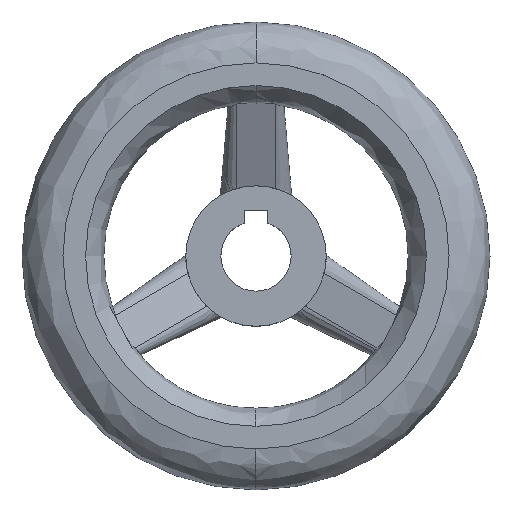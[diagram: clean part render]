
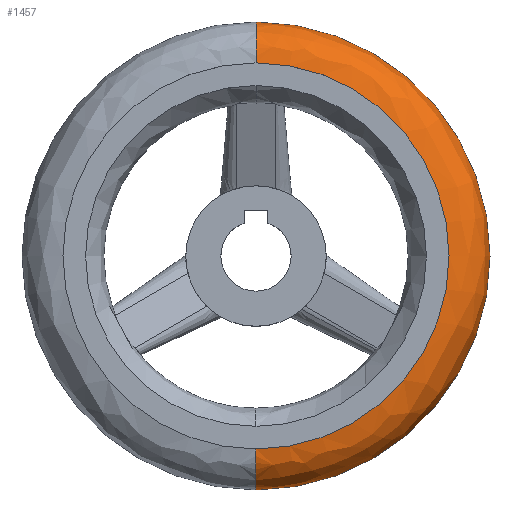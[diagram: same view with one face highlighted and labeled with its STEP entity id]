
A CAD part, top view. The second image highlights one B-rep face of the part: STEP entity #1457.
In plain terms, the highlighted free-form (B-spline) face has degree [3, 3] with [4, 4] control points.
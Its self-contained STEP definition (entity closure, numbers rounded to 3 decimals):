
#8 = DIRECTION ( 'NONE',  ( 0., 1., 0. ) ) ;
#10 = CARTESIAN_POINT ( 'NONE',  ( 0., 0., 29. ) ) ;
#66 = ORIENTED_EDGE ( 'NONE', *, *, #1299, .T. ) ;
#96 = VERTEX_POINT ( 'NONE', #248 ) ;
#108 = DIRECTION ( 'NONE',  ( 0., -1., 0. ) ) ;
#145 = CARTESIAN_POINT ( 'NONE',  ( 66., 33., 29. ) ) ;
#152 = CIRCLE ( 'NONE', #1613, 7. ) ;
#154 = ORIENTED_EDGE ( 'NONE', *, *, #312, .F. ) ;
#161 = CIRCLE ( 'NONE', #654, 40. ) ;
#163 = CARTESIAN_POINT ( 'NONE',  ( 80., -40., 22. ) ) ;
#164 = DIRECTION ( 'NONE',  ( 0., 0., 1. ) ) ;
#235 = CARTESIAN_POINT ( 'NONE',  ( 0., -40., 22. ) ) ;
#248 = CARTESIAN_POINT ( 'NONE',  ( 0., 40., 22. ) ) ;
#276 = CARTESIAN_POINT ( 'NONE',  ( 0., -40., 22. ) ) ;
#283 = FACE_OUTER_BOUND ( 'NONE', #1566, .T. ) ;
#307 = EDGE_CURVE ( 'NONE', #715, #1101, #152, .T. ) ;
#312 = EDGE_CURVE ( 'NONE', #1080, #96, #1107, .T. ) ;
#317 =( BOUNDED_SURFACE ( )  B_SPLINE_SURFACE ( 3, 3, ( 
 ( #788, #393, #145, #644 ),
 ( #1135, #1010, #888, #542 ),
 ( #652, #1547, #417, #1396 ),
 ( #276, #163, #1418, #780 ) ),
 .UNSPECIFIED., .F., .F., .F. ) 
 B_SPLINE_SURFACE_WITH_KNOTS ( ( 4, 4 ),
 ( 4, 4 ),
 ( 0., 1. ),
 ( 0., 1. ),
 .UNSPECIFIED. ) 
 GEOMETRIC_REPRESENTATION_ITEM ( )  RATIONAL_B_SPLINE_SURFACE ( (
 ( 1., 0.333, 0.333, 1.),
 ( 0.805, 0.268, 0.268, 0.805),
 ( 0.805, 0.268, 0.268, 0.805),
 ( 1., 0.333, 0.333, 1.) ) ) 
 REPRESENTATION_ITEM ( '' )  SURFACE ( )  );
#365 = CARTESIAN_POINT ( 'NONE',  ( 0., -33., 29. ) ) ;
#372 = EDGE_CURVE ( 'NONE', #1101, #96, #161, .T. ) ;
#393 = CARTESIAN_POINT ( 'NONE',  ( 66., -33., 29. ) ) ;
#395 = CIRCLE ( 'NONE', #1125, 33. ) ;
#408 = AXIS2_PLACEMENT_3D ( 'NONE', #718, #1502, #962 ) ;
#417 = CARTESIAN_POINT ( 'NONE',  ( 80., 40., 26.101 ) ) ;
#456 = ORIENTED_EDGE ( 'NONE', *, *, #935, .T. ) ;
#542 = CARTESIAN_POINT ( 'NONE',  ( 0., 37.101, 29. ) ) ;
#644 = CARTESIAN_POINT ( 'NONE',  ( 0., 33., 29. ) ) ;
#652 = CARTESIAN_POINT ( 'NONE',  ( 0., -40., 26.101 ) ) ;
#654 = AXIS2_PLACEMENT_3D ( 'NONE', #900, #164, #8 ) ;
#657 = DIRECTION ( 'NONE',  ( 0., 0., -1. ) ) ;
#688 = CIRCLE ( 'NONE', #1527, 33. ) ;
#715 = VERTEX_POINT ( 'NONE', #365 ) ;
#718 = CARTESIAN_POINT ( 'NONE',  ( 0., 33., 22. ) ) ;
#751 = CARTESIAN_POINT ( 'NONE',  ( 0., -33., 22. ) ) ;
#753 = CARTESIAN_POINT ( 'NONE',  ( 0., 33., 29. ) ) ;
#780 = CARTESIAN_POINT ( 'NONE',  ( 0., 40., 22. ) ) ;
#788 = CARTESIAN_POINT ( 'NONE',  ( 0., -33., 29. ) ) ;
#888 = CARTESIAN_POINT ( 'NONE',  ( 74.201, 37.101, 29. ) ) ;
#900 = CARTESIAN_POINT ( 'NONE',  ( 0., 0., 22. ) ) ;
#935 = EDGE_CURVE ( 'NONE', #1080, #987, #688, .T. ) ;
#962 = DIRECTION ( 'NONE',  ( 0., 1., 0. ) ) ;
#965 = DIRECTION ( 'NONE',  ( 0., 1., 0. ) ) ;
#987 = VERTEX_POINT ( 'NONE', #1140 ) ;
#1010 = CARTESIAN_POINT ( 'NONE',  ( 74.201, -37.101, 29. ) ) ;
#1080 = VERTEX_POINT ( 'NONE', #753 ) ;
#1089 = ORIENTED_EDGE ( 'NONE', *, *, #307, .T. ) ;
#1101 = VERTEX_POINT ( 'NONE', #235 ) ;
#1107 = CIRCLE ( 'NONE', #408, 7. ) ;
#1125 = AXIS2_PLACEMENT_3D ( 'NONE', #10, #1597, #965 ) ;
#1135 = CARTESIAN_POINT ( 'NONE',  ( 0., -37.101, 29. ) ) ;
#1140 = CARTESIAN_POINT ( 'NONE',  ( 33., 0., 29. ) ) ;
#1220 = DIRECTION ( 'NONE',  ( 1., 0., 0. ) ) ;
#1299 = EDGE_CURVE ( 'NONE', #987, #715, #395, .T. ) ;
#1396 = CARTESIAN_POINT ( 'NONE',  ( 0., 40., 26.101 ) ) ;
#1418 = CARTESIAN_POINT ( 'NONE',  ( 80., 40., 22. ) ) ;
#1457 = ADVANCED_FACE ( 'NONE', ( #283 ), #317, .T. ) ;
#1471 = ORIENTED_EDGE ( 'NONE', *, *, #372, .T. ) ;
#1502 = DIRECTION ( 'NONE',  ( -1., 0., 0. ) ) ;
#1527 = AXIS2_PLACEMENT_3D ( 'NONE', #1545, #657, #1555 ) ;
#1545 = CARTESIAN_POINT ( 'NONE',  ( 0., 0., 29. ) ) ;
#1547 = CARTESIAN_POINT ( 'NONE',  ( 80., -40., 26.101 ) ) ;
#1555 = DIRECTION ( 'NONE',  ( 0., 1., 0. ) ) ;
#1566 = EDGE_LOOP ( 'NONE', ( #66, #1089, #1471, #154, #456 ) ) ;
#1597 = DIRECTION ( 'NONE',  ( 0., 0., -1. ) ) ;
#1613 = AXIS2_PLACEMENT_3D ( 'NONE', #751, #1220, #108 ) ;
